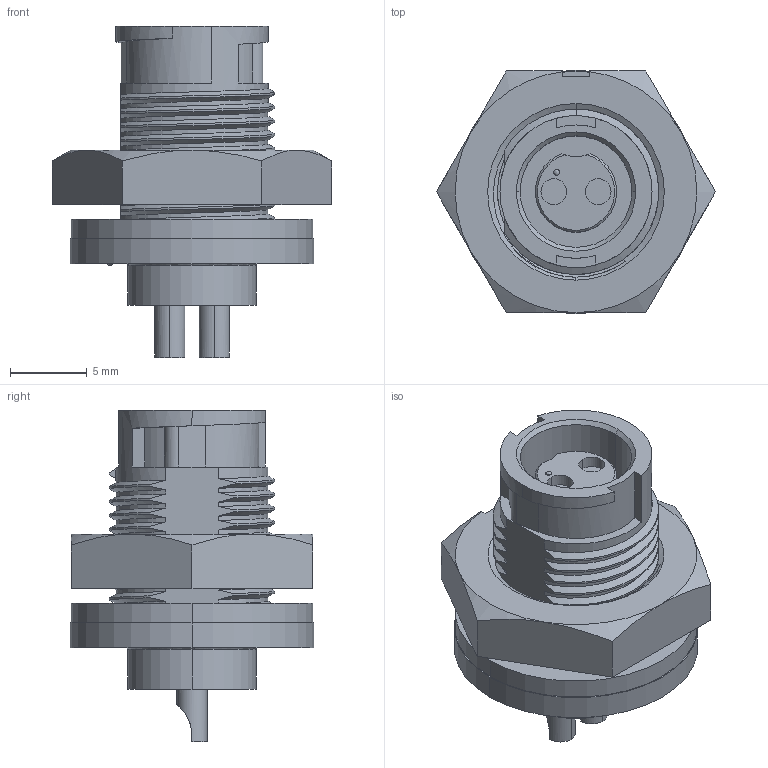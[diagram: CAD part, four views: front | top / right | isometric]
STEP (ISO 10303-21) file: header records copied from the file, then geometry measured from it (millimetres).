
FILE_DESCRIPTION (( 'STEP AP203' ), '1' );
FILE_NAME ('17282-2SG-3ES.STEP', '2013-04-04T20:20:30', ( '21FPBF1' ), ( 'Conxall' ), 'SwSTEP 2.0', 'SolidWorks 2012', '' );
FILE_SCHEMA (( 'CONFIG_CONTROL_DESIGN' ));
Length unit declared in the file: inch
Products named in the file (1): 17282-2SG-3ES
Bounding box: 18.18 x 15.88 x 21.57 mm (x, y, z)
Volume: 1914.2 mm3; surface area: 2104.4 mm2
Topology: 2 solids, 2 shells, 154 faces, 401 edges, 263 vertices
Faces by surface type: cylinder 76, plane 36, bspline 29, cone 13
Entity records: 11608 total; most frequent: CARTESIAN_POINT 8164, ORIENTED_EDGE 802, DIRECTION 591, EDGE_CURVE 401, VERTEX_POINT 263, AXIS2_PLACEMENT_3D 220, EDGE_LOOP 168, FACE_OUTER_BOUND 154
